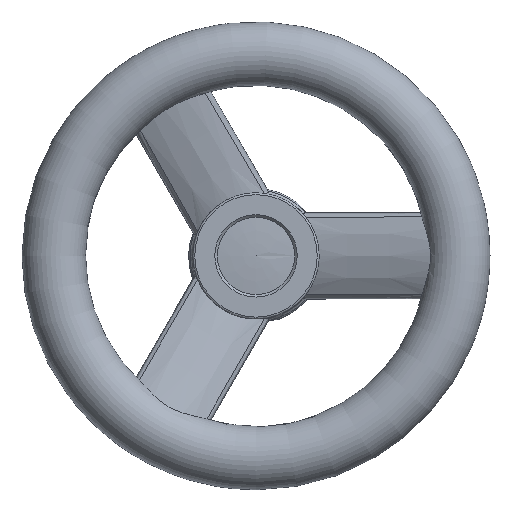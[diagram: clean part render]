
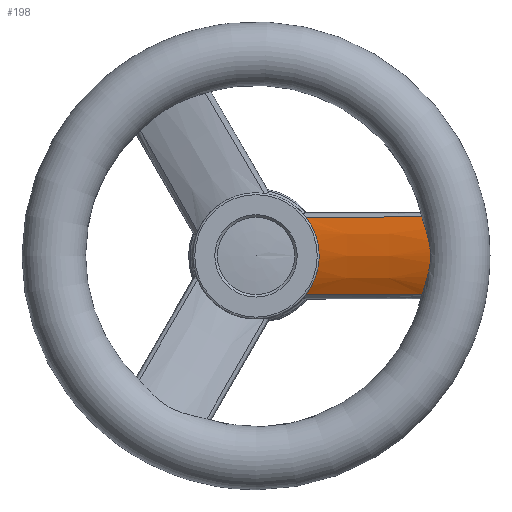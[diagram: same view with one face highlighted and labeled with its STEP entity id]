
A CAD part, top view. The second image highlights one B-rep face of the part: STEP entity #198.
In plain terms, the highlighted free-form (B-spline) face has degree [3, 3] with [10, 4] control points.
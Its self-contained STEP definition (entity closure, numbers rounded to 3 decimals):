
#198 = ADVANCED_FACE( '', ( #302 ), #303, .T. );
#302 = FACE_OUTER_BOUND( '', #796, .T. );
#303 = B_SPLINE_SURFACE_WITH_KNOTS( '', 3, 3, ( ( #797, #798, #799, #800 ), ( #801, #802, #803, #804 ), ( #805, #806, #807, #808 ), ( #809, #810, #811, #812 ), ( #813, #814, #815, #816 ), ( #817, #818, #819, #820 ), ( #821, #822, #823, #824 ), ( #825, #826, #827, #828 ), ( #829, #830, #831, #832 ), ( #833, #834, #835, #836 ) ), .UNSPECIFIED., .F., .F., .F., ( 4, 2, 2, 2, 4 ), ( 4, 4 ), ( 0., 0.25, 0.5, 0.75, 1. ), ( 0., 1. ), .UNSPECIFIED. );
#796 = EDGE_LOOP( '', ( #1227, #1228, #1229, #1230 ) );
#797 = CARTESIAN_POINT( '', ( 51.648, -11.5, 43. ) );
#798 = CARTESIAN_POINT( '', ( 37.265, -11.5, 38.333 ) );
#799 = CARTESIAN_POINT( '', ( 22.883, -11.5, 33.667 ) );
#800 = CARTESIAN_POINT( '', ( 8.5, -11.5, 29. ) );
#801 = CARTESIAN_POINT( '', ( 51.648, -9.791, 44.082 ) );
#802 = CARTESIAN_POINT( '', ( 37.265, -9.774, 39.367 ) );
#803 = CARTESIAN_POINT( '', ( 22.883, -9.756, 34.652 ) );
#804 = CARTESIAN_POINT( '', ( 8.5, -9.738, 29.937 ) );
#805 = CARTESIAN_POINT( '', ( 51.648, -7.929, 44.921 ) );
#806 = CARTESIAN_POINT( '', ( 37.265, -7.907, 40.166 ) );
#807 = CARTESIAN_POINT( '', ( 22.883, -7.884, 35.411 ) );
#808 = CARTESIAN_POINT( '', ( 8.5, -7.862, 30.657 ) );
#809 = CARTESIAN_POINT( '', ( 51.648, -4.044, 46.047 ) );
#810 = CARTESIAN_POINT( '', ( 37.265, -4.026, 41.239 ) );
#811 = CARTESIAN_POINT( '', ( 22.883, -4.008, 36.43 ) );
#812 = CARTESIAN_POINT( '', ( 8.5, -3.99, 31.622 ) );
#813 = CARTESIAN_POINT( '', ( 51.648, -2.022, 46.334 ) );
#814 = CARTESIAN_POINT( '', ( 37.265, -2.013, 41.512 ) );
#815 = CARTESIAN_POINT( '', ( 22.883, -2.004, 36.689 ) );
#816 = CARTESIAN_POINT( '', ( 8.5, -1.995, 31.867 ) );
#817 = CARTESIAN_POINT( '', ( 51.648, 2.022, 46.334 ) );
#818 = CARTESIAN_POINT( '', ( 37.265, 2.013, 41.512 ) );
#819 = CARTESIAN_POINT( '', ( 22.883, 2.004, 36.689 ) );
#820 = CARTESIAN_POINT( '', ( 8.5, 1.995, 31.867 ) );
#821 = CARTESIAN_POINT( '', ( 51.648, 4.044, 46.047 ) );
#822 = CARTESIAN_POINT( '', ( 37.265, 4.026, 41.239 ) );
#823 = CARTESIAN_POINT( '', ( 22.883, 4.008, 36.43 ) );
#824 = CARTESIAN_POINT( '', ( 8.5, 3.99, 31.622 ) );
#825 = CARTESIAN_POINT( '', ( 51.648, 7.929, 44.921 ) );
#826 = CARTESIAN_POINT( '', ( 37.265, 7.907, 40.166 ) );
#827 = CARTESIAN_POINT( '', ( 22.883, 7.884, 35.411 ) );
#828 = CARTESIAN_POINT( '', ( 8.5, 7.862, 30.657 ) );
#829 = CARTESIAN_POINT( '', ( 51.648, 9.791, 44.082 ) );
#830 = CARTESIAN_POINT( '', ( 37.265, 9.774, 39.367 ) );
#831 = CARTESIAN_POINT( '', ( 22.883, 9.756, 34.652 ) );
#832 = CARTESIAN_POINT( '', ( 8.5, 9.738, 29.937 ) );
#833 = CARTESIAN_POINT( '', ( 51.648, 11.5, 43. ) );
#834 = CARTESIAN_POINT( '', ( 37.265, 11.5, 38.333 ) );
#835 = CARTESIAN_POINT( '', ( 22.883, 11.5, 33.667 ) );
#836 = CARTESIAN_POINT( '', ( 8.5, 11.5, 29. ) );
#1227 = ORIENTED_EDGE( '', *, *, #1691, .F. );
#1228 = ORIENTED_EDGE( '', *, *, #1692, .T. );
#1229 = ORIENTED_EDGE( '', *, *, #1600, .F. );
#1230 = ORIENTED_EDGE( '', *, *, #1693, .T. );
#1600 = EDGE_CURVE( '', #1797, #1799, #1800, .T. );
#1691 = EDGE_CURVE( '', #1959, #1960, #1961, .T. );
#1692 = EDGE_CURVE( '', #1959, #1799, #1962, .T. );
#1693 = EDGE_CURVE( '', #1797, #1960, #1963, .T. );
#1797 = VERTEX_POINT( '', #2282 );
#1799 = VERTEX_POINT( '', #2288 );
#1800 = B_SPLINE_CURVE_WITH_KNOTS( '', 3, ( #2289, #2290, #2291, #2292, #2293, #2294, #2295, #2296, #2297, #2298, #2299, #2300, #2301, #2302, #2303, #2304, #2305, #2306, #2307, #2308, #2309, #2310, #2311, #2312 ), .UNSPECIFIED., .F., .F., ( 4, 2, 2, 2, 2, 2, 2, 2, 2, 2, 2, 4 ), ( 0.001, 0.004, 0.005, 0.006, 0.009, 0.011, 0.012, 0.014, 0.015, 0.018, 0.021, 0.024 ), .UNSPECIFIED. );
#1959 = VERTEX_POINT( '', #3408 );
#1960 = VERTEX_POINT( '', #3409 );
#1961 = B_SPLINE_CURVE_WITH_KNOTS( '', 3, ( #3410, #3411, #3412, #3413, #3414, #3415, #3416, #3417, #3418, #3419, #3420, #3421, #3422, #3423, #3424, #3425, #3426, #3427, #3428, #3429, #3430, #3431, #3432, #3433, #3434, #3435 ), .UNSPECIFIED., .F., .F., ( 4, 2, 2, 2, 2, 2, 2, 2, 2, 2, 2, 2, 4 ), ( 0.001, 0.004, 0.007, 0.008, 0.01, 0.013, 0.013, 0.014, 0.015, 0.017, 0.018, 0.021, 0.024 ), .UNSPECIFIED. );
#1962 = B_SPLINE_CURVE_WITH_KNOTS( '', 3, ( #3436, #3437, #3438, #3439 ), .UNSPECIFIED., .F., .F., ( 4, 4 ), ( 0., 0.033 ), .UNSPECIFIED. );
#1963 = B_SPLINE_CURVE_WITH_KNOTS( '', 3, ( #3440, #3441, #3442, #3443 ), .UNSPECIFIED., .F., .F., ( 4, 4 ), ( 0., 0.033 ), .UNSPECIFIED. );
#2282 = CARTESIAN_POINT( '', ( 13.319, -10.321, 31.162 ) );
#2288 = CARTESIAN_POINT( '', ( 13.319, 10.321, 31.162 ) );
#2289 = CARTESIAN_POINT( '', ( 13.319, -10.321, 31.162 ) );
#2290 = CARTESIAN_POINT( '', ( 13.842, -9.646, 31.653 ) );
#2291 = CARTESIAN_POINT( '', ( 14.319, -8.926, 32.114 ) );
#2292 = CARTESIAN_POINT( '', ( 14.961, -7.765, 32.745 ) );
#2293 = CARTESIAN_POINT( '', ( 15.162, -7.365, 32.945 ) );
#2294 = CARTESIAN_POINT( '', ( 15.538, -6.534, 33.322 ) );
#2295 = CARTESIAN_POINT( '', ( 15.712, -6.104, 33.498 ) );
#2296 = CARTESIAN_POINT( '', ( 16.181, -4.791, 33.974 ) );
#2297 = CARTESIAN_POINT( '', ( 16.426, -3.878, 34.227 ) );
#2298 = CARTESIAN_POINT( '', ( 16.679, -2.442, 34.488 ) );
#2299 = CARTESIAN_POINT( '', ( 16.744, -1.953, 34.555 ) );
#2300 = CARTESIAN_POINT( '', ( 16.829, -0.981, 34.644 ) );
#2301 = CARTESIAN_POINT( '', ( 16.85, -0.494, 34.666 ) );
#2302 = CARTESIAN_POINT( '', ( 16.85, 0.482, 34.667 ) );
#2303 = CARTESIAN_POINT( '', ( 16.829, 0.97, 34.645 ) );
#2304 = CARTESIAN_POINT( '', ( 16.744, 1.949, 34.556 ) );
#2305 = CARTESIAN_POINT( '', ( 16.68, 2.438, 34.489 ) );
#2306 = CARTESIAN_POINT( '', ( 16.428, 3.869, 34.229 ) );
#2307 = CARTESIAN_POINT( '', ( 16.184, 4.785, 33.976 ) );
#2308 = CARTESIAN_POINT( '', ( 15.552, 6.552, 33.335 ) );
#2309 = CARTESIAN_POINT( '', ( 15.176, 7.374, 32.957 ) );
#2310 = CARTESIAN_POINT( '', ( 14.323, 8.919, 32.118 ) );
#2311 = CARTESIAN_POINT( '', ( 13.844, 9.643, 31.655 ) );
#2312 = CARTESIAN_POINT( '', ( 13.319, 10.321, 31.162 ) );
#3408 = CARTESIAN_POINT( '', ( 44.327, 10.412, 41.252 ) );
#3409 = CARTESIAN_POINT( '', ( 44.327, -10.412, 41.252 ) );
#3410 = CARTESIAN_POINT( '', ( 44.327, 10.412, 41.252 ) );
#3411 = CARTESIAN_POINT( '', ( 44.554, 9.637, 41.743 ) );
#3412 = CARTESIAN_POINT( '', ( 44.802, 8.848, 42.191 ) );
#3413 = CARTESIAN_POINT( '', ( 45.299, 7.226, 42.996 ) );
#3414 = CARTESIAN_POINT( '', ( 45.548, 6.394, 43.352 ) );
#3415 = CARTESIAN_POINT( '', ( 45.887, 5.096, 43.805 ) );
#3416 = CARTESIAN_POINT( '', ( 45.994, 4.655, 43.941 ) );
#3417 = CARTESIAN_POINT( '', ( 46.188, 3.752, 44.183 ) );
#3418 = CARTESIAN_POINT( '', ( 46.275, 3.293, 44.287 ) );
#3419 = CARTESIAN_POINT( '', ( 46.489, 1.91, 44.54 ) );
#3420 = CARTESIAN_POINT( '', ( 46.571, 0.973, 44.631 ) );
#3421 = CARTESIAN_POINT( '', ( 46.572, -0.222, 44.632 ) );
#3422 = CARTESIAN_POINT( '', ( 46.567, -0.463, 44.627 ) );
#3423 = CARTESIAN_POINT( '', ( 46.548, -0.939, 44.605 ) );
#3424 = CARTESIAN_POINT( '', ( 46.534, -1.176, 44.589 ) );
#3425 = CARTESIAN_POINT( '', ( 46.477, -1.883, 44.524 ) );
#3426 = CARTESIAN_POINT( '', ( 46.421, -2.348, 44.459 ) );
#3427 = CARTESIAN_POINT( '', ( 46.279, -3.269, 44.293 ) );
#3428 = CARTESIAN_POINT( '', ( 46.194, -3.724, 44.19 ) );
#3429 = CARTESIAN_POINT( '', ( 46.001, -4.627, 43.95 ) );
#3430 = CARTESIAN_POINT( '', ( 45.893, -5.073, 43.812 ) );
#3431 = CARTESIAN_POINT( '', ( 45.553, -6.379, 43.359 ) );
#3432 = CARTESIAN_POINT( '', ( 45.302, -7.215, 43.001 ) );
#3433 = CARTESIAN_POINT( '', ( 44.803, -8.844, 42.194 ) );
#3434 = CARTESIAN_POINT( '', ( 44.554, -9.635, 41.745 ) );
#3435 = CARTESIAN_POINT( '', ( 44.327, -10.412, 41.252 ) );
#3436 = CARTESIAN_POINT( '', ( 44.327, 10.412, 41.252 ) );
#3437 = CARTESIAN_POINT( '', ( 33.991, 10.382, 37.89 ) );
#3438 = CARTESIAN_POINT( '', ( 23.655, 10.351, 34.527 ) );
#3439 = CARTESIAN_POINT( '', ( 13.319, 10.321, 31.162 ) );
#3440 = CARTESIAN_POINT( '', ( 13.319, -10.321, 31.162 ) );
#3441 = CARTESIAN_POINT( '', ( 23.655, -10.351, 34.527 ) );
#3442 = CARTESIAN_POINT( '', ( 33.991, -10.382, 37.89 ) );
#3443 = CARTESIAN_POINT( '', ( 44.327, -10.412, 41.252 ) );
